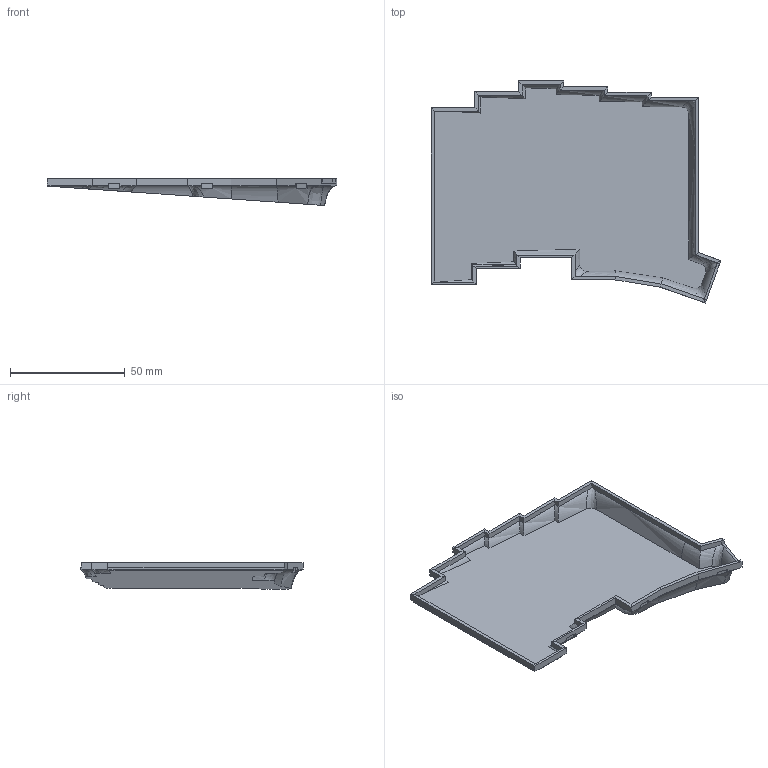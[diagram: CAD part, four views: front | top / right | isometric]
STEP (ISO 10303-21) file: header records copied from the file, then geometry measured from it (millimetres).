
FILE_DESCRIPTION(('HOOPS Exchange Step'),'2;1');
FILE_NAME('bottom_L.stp','2025-03-15T11:41:30+09:00',('masaki'),('Unknown organisation'),'HOOPS Exchange 2024.2','HOOPS Exchange','Unknown authorisation');
FILE_SCHEMA( ('AP203_CONFIGURATION_CONTROLLED_3D_DESIGN_OF_MECHANICAL_PARTS_AND_ASSEMBLIES_MIM_LF') );
Length unit declared in the file: millimetre
Products named in the file (1): L_bottom
Bounding box: 126.05 x 96.57 x 11.74 mm (x, y, z)
Volume: 16989.2 mm3; surface area: 23499.5 mm2
Topology: 1 solids, 1 shells, 170 faces, 460 edges, 292 vertices
Faces by surface type: plane 101, bspline 67, cylinder 2
Entity records: 15945 total; most frequent: CARTESIAN_POINT 12276, ORIENTED_EDGE 920, DIRECTION 472, EDGE_CURVE 460, VERTEX_POINT 292, VECTOR 256, LINE 256, B_SPLINE_CURVE_WITH_KNOTS 200
